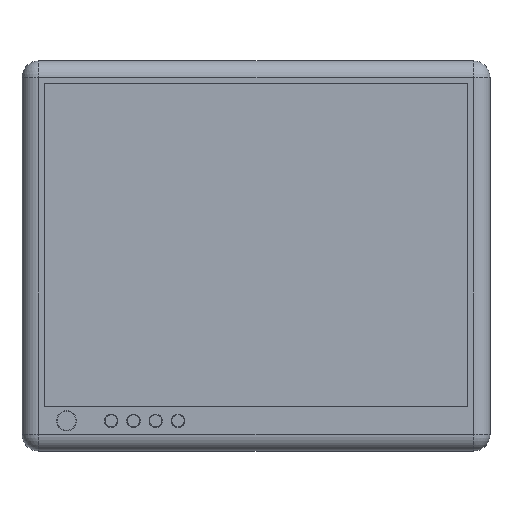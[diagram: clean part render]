
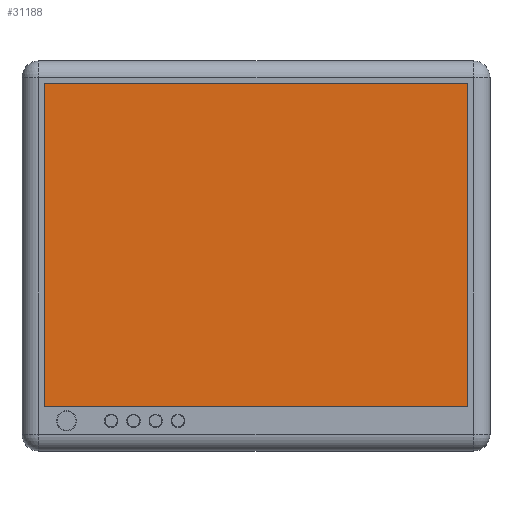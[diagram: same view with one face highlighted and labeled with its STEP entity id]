
A CAD part, top view. The second image highlights one B-rep face of the part: STEP entity #31188.
In plain terms, the highlighted planar face has unit normal (0, 0, 1).
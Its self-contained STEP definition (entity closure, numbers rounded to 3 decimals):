
#2986 = AXIS2_PLACEMENT_3D ( 'NONE', #23717, #23718, #23719 ) ;
#5721 = FACE_OUTER_BOUND ( 'NONE', #13723, .T. ) ;
#13723 = EDGE_LOOP ( 'NONE', ( #32244, #32245, #32246, #32247 ) ) ;
#14547 = CARTESIAN_POINT ( 'NONE',  ( 400., -20., 55. ) ) ;
#14548 = CARTESIAN_POINT ( 'NONE',  ( 20., -310., 55. ) ) ;
#14549 = CARTESIAN_POINT ( 'NONE',  ( 400., -310., 55. ) ) ;
#14587 = CARTESIAN_POINT ( 'NONE',  ( 20., -20., 55. ) ) ;
#17287 = VERTEX_POINT ( 'NONE', #14547 ) ;
#17288 = VERTEX_POINT ( 'NONE', #14548 ) ;
#17289 = VERTEX_POINT ( 'NONE', #14549 ) ;
#17326 = VERTEX_POINT ( 'NONE', #14587 ) ;
#17511 = CARTESIAN_POINT ( 'NONE',  ( 400., -20., 55. ) ) ;
#17512 = DIRECTION ( 'NONE',  ( 0., 1., 0. ) ) ;
#17518 = DIRECTION ( 'NONE',  ( 1., 0., 0. ) ) ;
#17522 = CARTESIAN_POINT ( 'NONE',  ( 20., -310., 55. ) ) ;
#17570 = CARTESIAN_POINT ( 'NONE',  ( 20., -20., 55. ) ) ;
#17571 = DIRECTION ( 'NONE',  ( 0., -1., 0. ) ) ;
#23709 = PLANE ( 'NONE',  #2986 ) ;
#23717 = CARTESIAN_POINT ( 'NONE',  ( 20., -310., 55. ) ) ;
#23718 = DIRECTION ( 'NONE',  ( 0., 0., 1. ) ) ;
#23719 = DIRECTION ( 'NONE',  ( 1., 0., 0. ) ) ;
#28046 = LINE ( 'NONE', #29504, #28052 ) ;
#28052 = VECTOR ( 'NONE', #29493, 1000. ) ;
#28125 = LINE ( 'NONE', #17511, #28128 ) ;
#28128 = VECTOR ( 'NONE', #17512, 1000. ) ;
#28134 = LINE ( 'NONE', #17522, #28137 ) ;
#28137 = VECTOR ( 'NONE', #17518, 1000. ) ;
#28171 = LINE ( 'NONE', #17570, #28173 ) ;
#28173 = VECTOR ( 'NONE', #17571, 1000. ) ;
#29493 = DIRECTION ( 'NONE',  ( -1., 0., 0. ) ) ;
#29504 = CARTESIAN_POINT ( 'NONE',  ( 20., -20., 55. ) ) ;
#31188 = ADVANCED_FACE ( 'NONE', ( #5721 ), #23709, .T. ) ;
#32244 = ORIENTED_EDGE ( 'NONE', *, *, #35439, .T. ) ;
#32245 = ORIENTED_EDGE ( 'NONE', *, *, #35416, .T. ) ;
#32246 = ORIENTED_EDGE ( 'NONE', *, *, #35410, .T. ) ;
#32247 = ORIENTED_EDGE ( 'NONE', *, *, #35352, .T. ) ;
#35352 = EDGE_CURVE ( 'NONE', #17287, #17326, #28046, .T. ) ;
#35410 = EDGE_CURVE ( 'NONE', #17289, #17287, #28125, .T. ) ;
#35416 = EDGE_CURVE ( 'NONE', #17288, #17289, #28134, .T. ) ;
#35439 = EDGE_CURVE ( 'NONE', #17326, #17288, #28171, .T. ) ;
